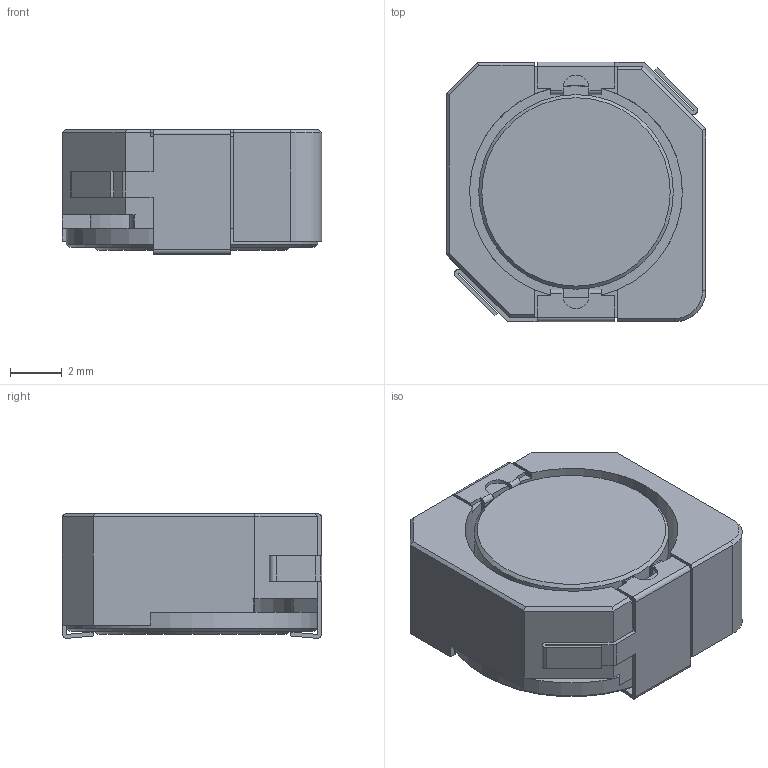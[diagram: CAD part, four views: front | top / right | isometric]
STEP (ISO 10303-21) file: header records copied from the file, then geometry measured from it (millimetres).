
FILE_DESCRIPTION(/* description */ (''),/* implementation_level */ '2;1');
FILE_NAME(/* name */ 'IND_WURTH_WE-PD_1050.stp',/* time_stamp */ '2017-06-29T16:49:46+02:00',/* author */ ('riccim'),/* organization */ ('SolidWorks'),/* preprocessor_version */ 'ST-DEVELOPER v16.5',/* originating_system */ 'AutoCAD Mechanical',/* authorisation */ ' ');
FILE_SCHEMA (('AUTOMOTIVE_DESIGN { 1 0 10303 214 3 1 1 }'));
Length unit declared in the file: millimetre
Products named in the file (1): Product
Bounding box: 10 x 10 x 4.8 mm (x, y, z)
Volume: 301.3 mm3; surface area: 712.2 mm2
Topology: 4 solids, 4 shells, 142 faces, 388 edges, 255 vertices
Faces by surface type: plane 101, cylinder 37, cone 4
Full cylindrical faces by diameter (mm): 4.8 x1, 7.5 x1, 8.2 x1, 9.7 x1
Entity records: 4472 total; most frequent: CARTESIAN_POINT 777, ORIENTED_EDGE 760, DIRECTION 751, EDGE_CURVE 380, LINE 295, VECTOR 295, VERTEX_POINT 254, AXIS2_PLACEMENT_3D 228
